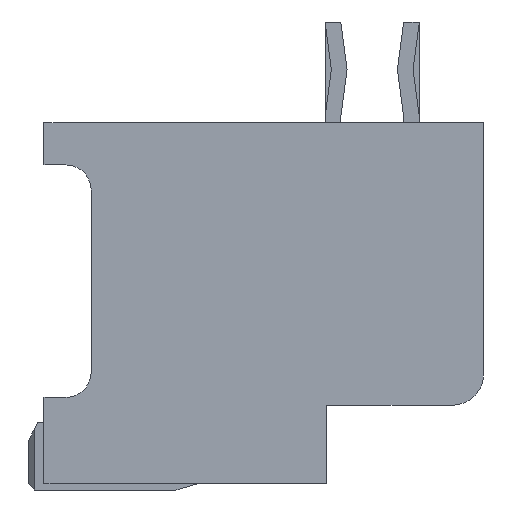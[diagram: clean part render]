
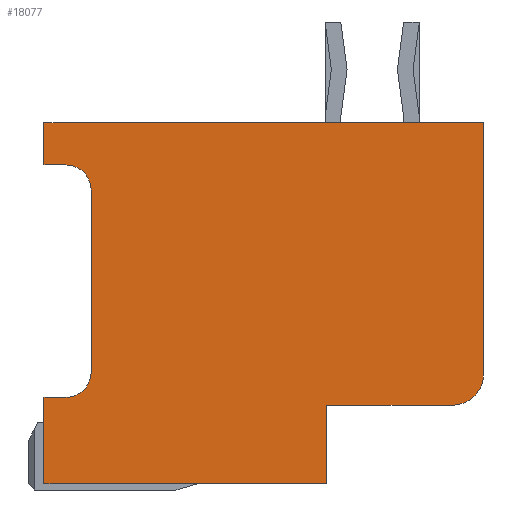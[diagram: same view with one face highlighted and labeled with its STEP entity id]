
A CAD part, left-side view. The second image highlights one B-rep face of the part: STEP entity #18077.
In plain terms, the highlighted planar face has unit normal (-1, 0, 0).
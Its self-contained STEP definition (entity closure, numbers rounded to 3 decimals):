
#3519=DIRECTION('',(0.,-1.,0.));
#3520=VECTOR('',#3519,14.);
#3521=CARTESIAN_POINT('',(-13.7,7.,5.05));
#3522=LINE('',#3521,#3520);
#3523=DIRECTION('',(0.,0.,-1.));
#3524=VECTOR('',#3523,8.);
#3525=CARTESIAN_POINT('',(-13.7,-7.,5.05));
#3526=LINE('',#3525,#3524);
#3527=CARTESIAN_POINT('',(-13.7,-6.,-2.95));
#3528=DIRECTION('',(1.,0.,0.));
#3529=DIRECTION('',(0.,-1.,0.));
#3530=AXIS2_PLACEMENT_3D('',#3527,#3528,#3529);
#3532=DIRECTION('',(0.,1.,0.));
#3533=VECTOR('',#3532,4.);
#3534=CARTESIAN_POINT('',(-13.7,-6.,-3.95));
#3535=LINE('',#3534,#3533);
#3536=DIRECTION('',(0.,0.,-1.));
#3537=VECTOR('',#3536,2.5);
#3538=CARTESIAN_POINT('',(-13.7,-2.,-3.95));
#3539=LINE('',#3538,#3537);
#3540=DIRECTION('',(0.,1.,0.));
#3541=VECTOR('',#3540,9.);
#3542=CARTESIAN_POINT('',(-13.7,-2.,-6.45));
#3543=LINE('',#3542,#3541);
#3544=DIRECTION('',(0.,0.,1.));
#3545=VECTOR('',#3544,2.75);
#3546=CARTESIAN_POINT('',(-13.7,7.,-6.45));
#3547=LINE('',#3546,#3545);
#3548=DIRECTION('',(0.,-1.,0.));
#3549=VECTOR('',#3548,0.7);
#3550=CARTESIAN_POINT('',(-13.7,7.,-3.7));
#3551=LINE('',#3550,#3549);
#3552=CARTESIAN_POINT('',(-13.7,6.3,-2.9));
#3553=DIRECTION('',(-1.,0.,0.));
#3554=DIRECTION('',(0.,0.,-1.));
#3555=AXIS2_PLACEMENT_3D('',#3552,#3553,#3554);
#3557=DIRECTION('',(0.,0.,1.));
#3558=VECTOR('',#3557,5.8);
#3559=CARTESIAN_POINT('',(-13.7,5.5,-2.9));
#3560=LINE('',#3559,#3558);
#3561=CARTESIAN_POINT('',(-13.7,6.3,2.9));
#3562=DIRECTION('',(-1.,0.,0.));
#3563=DIRECTION('',(0.,-1.,0.));
#3564=AXIS2_PLACEMENT_3D('',#3561,#3562,#3563);
#3566=DIRECTION('',(0.,1.,0.));
#3567=VECTOR('',#3566,0.7);
#3568=CARTESIAN_POINT('',(-13.7,6.3,3.7));
#3569=LINE('',#3568,#3567);
#3570=DIRECTION('',(0.,0.,1.));
#3571=VECTOR('',#3570,1.35);
#3572=CARTESIAN_POINT('',(-13.7,7.,3.7));
#3573=LINE('',#3572,#3571);
#10183=CARTESIAN_POINT('',(-13.7,7.,5.05));
#10184=CARTESIAN_POINT('',(-13.7,-7.,5.05));
#10185=VERTEX_POINT('',#10183);
#10186=VERTEX_POINT('',#10184);
#10187=CARTESIAN_POINT('',(-13.7,-7.,-2.95));
#10188=VERTEX_POINT('',#10187);
#10189=CARTESIAN_POINT('',(-13.7,-6.,-3.95));
#10190=VERTEX_POINT('',#10189);
#10191=CARTESIAN_POINT('',(-13.7,-2.,-3.95));
#10192=VERTEX_POINT('',#10191);
#10193=CARTESIAN_POINT('',(-13.7,-2.,-6.45));
#10194=VERTEX_POINT('',#10193);
#10195=CARTESIAN_POINT('',(-13.7,7.,-6.45));
#10196=VERTEX_POINT('',#10195);
#10197=CARTESIAN_POINT('',(-13.7,7.,-3.7));
#10198=VERTEX_POINT('',#10197);
#10213=CARTESIAN_POINT('',(-13.7,6.3,-3.7));
#10214=VERTEX_POINT('',#10213);
#10215=CARTESIAN_POINT('',(-13.7,5.5,-2.9));
#10216=VERTEX_POINT('',#10215);
#10217=CARTESIAN_POINT('',(-13.7,5.5,2.9));
#10218=VERTEX_POINT('',#10217);
#10219=CARTESIAN_POINT('',(-13.7,6.3,3.7));
#10220=VERTEX_POINT('',#10219);
#10221=CARTESIAN_POINT('',(-13.7,7.,3.7));
#10222=VERTEX_POINT('',#10221);
#18047=CARTESIAN_POINT('',(-13.7,0.,0.));
#18048=DIRECTION('',(1.,0.,0.));
#18049=DIRECTION('',(0.,0.,-1.));
#18050=AXIS2_PLACEMENT_3D('',#18047,#18048,#18049);
#18051=PLANE('',#18050);
#18053=ORIENTED_EDGE('',*,*,#18052,.T.);
#18055=ORIENTED_EDGE('',*,*,#18054,.T.);
#18057=ORIENTED_EDGE('',*,*,#18056,.T.);
#18059=ORIENTED_EDGE('',*,*,#18058,.T.);
#18060=ORIENTED_EDGE('',*,*,#17404,.T.);
#18061=ORIENTED_EDGE('',*,*,#17642,.T.);
#18062=ORIENTED_EDGE('',*,*,#14942,.T.);
#18064=ORIENTED_EDGE('',*,*,#18063,.T.);
#18066=ORIENTED_EDGE('',*,*,#18065,.T.);
#18068=ORIENTED_EDGE('',*,*,#18067,.T.);
#18070=ORIENTED_EDGE('',*,*,#18069,.T.);
#18072=ORIENTED_EDGE('',*,*,#18071,.T.);
#18074=ORIENTED_EDGE('',*,*,#18073,.T.);
#18075=EDGE_LOOP('',(#18053,#18055,#18057,#18059,#18060,#18061,#18062,#18064,
#18066,#18068,#18070,#18072,#18074));
#18076=FACE_OUTER_BOUND('',#18075,.F.);
#18077=ADVANCED_FACE('',(#18076),#18051,.F.);
#3531=CIRCLE('',#3530,1.);
#3556=CIRCLE('',#3555,0.8);
#3565=CIRCLE('',#3564,0.8);
#14942=EDGE_CURVE('',#10196,#10198,#3547,.T.);
#17404=EDGE_CURVE('',#10192,#10194,#3539,.T.);
#17642=EDGE_CURVE('',#10194,#10196,#3543,.T.);
#18052=EDGE_CURVE('',#10185,#10186,#3522,.T.);
#18054=EDGE_CURVE('',#10186,#10188,#3526,.T.);
#18056=EDGE_CURVE('',#10188,#10190,#3531,.T.);
#18058=EDGE_CURVE('',#10190,#10192,#3535,.T.);
#18063=EDGE_CURVE('',#10198,#10214,#3551,.T.);
#18065=EDGE_CURVE('',#10214,#10216,#3556,.T.);
#18067=EDGE_CURVE('',#10216,#10218,#3560,.T.);
#18069=EDGE_CURVE('',#10218,#10220,#3565,.T.);
#18071=EDGE_CURVE('',#10220,#10222,#3569,.T.);
#18073=EDGE_CURVE('',#10222,#10185,#3573,.T.);
